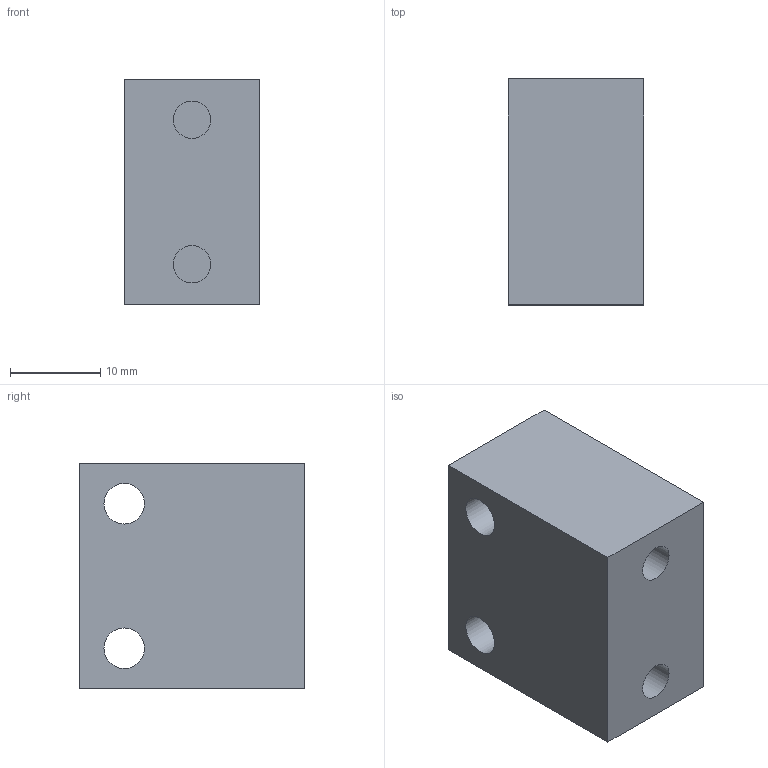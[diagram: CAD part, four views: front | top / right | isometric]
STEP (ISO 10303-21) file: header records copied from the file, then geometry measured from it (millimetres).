
FILE_DESCRIPTION (( 'STEP AP214' ), '1' );
FILE_NAME ('AN-25_Airtec.step', '2018-11-27T13:06:57', ( '' ), ( '' ), 'SwSTEP 2.0', 'SolidWorks 2010', '' );
FILE_SCHEMA (( 'AUTOMOTIVE_DESIGN' ));
Length unit declared in the file: millimetre
Products named in the file (1): AN-25_Airtec
Bounding box: 15 x 25 x 25 mm (x, y, z)
Volume: 8635.5 mm3; surface area: 3382.4 mm2
Topology: 1 solids, 1 shells, 107 faces, 288 edges, 192 vertices
Faces by surface type: plane 102, cylinder 5
Full cylindrical faces by diameter (mm): 4.134 x3, 4.5 x2
Entity records: 3309 total; most frequent: CARTESIAN_POINT 583, ORIENTED_EDGE 566, DIRECTION 509, EDGE_CURVE 283, VECTOR 273, LINE 273, VERTEX_POINT 192, EDGE_LOOP 125
